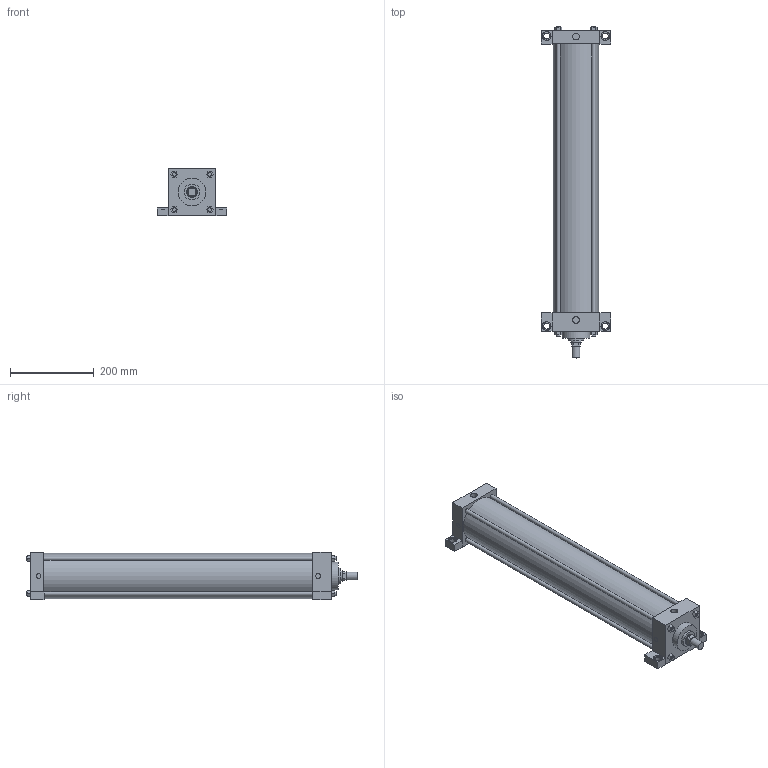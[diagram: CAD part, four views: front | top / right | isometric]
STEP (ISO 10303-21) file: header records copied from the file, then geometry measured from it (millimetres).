
FILE_DESCRIPTION((' Parasolid data model '),'2;1');
FILE_NAME('GSSL','1999-12-15T14:50:56+00:00',(' GSSL '),(' GSSL Pune '),'','GSSL Pune','Author');
FILE_SCHEMA(('CONFIG_CONTROL_DESIGN'));
Length unit declared in the file: millimetre
Bounding box: 165.1 x 792.16 x 114.3 mm (x, y, z)
Surface area: 388334.9 mm2 (no closed solid volume)
Topology: 0 solids, 9 shells, 150 faces, 394 edges, 281 vertices
Faces by surface type: plane 113, cylinder 37
Full cylindrical faces by diameter (mm): 9.525 x12, 11.113 x6, 14.287 x4, 15.926 x2, 19.05 x1, 20.637 x4, 25.4 x1, 38.1 x1, 66.675 x1, 107.95 x1
Entity records: 4383 total; most frequent: CARTESIAN_POINT 759, DIRECTION 703, ORIENTED_EDGE 608, EDGE_CURVE 352, VERTEX_POINT 272, LINE 271, VECTOR 271, EDGE_LOOP 234
